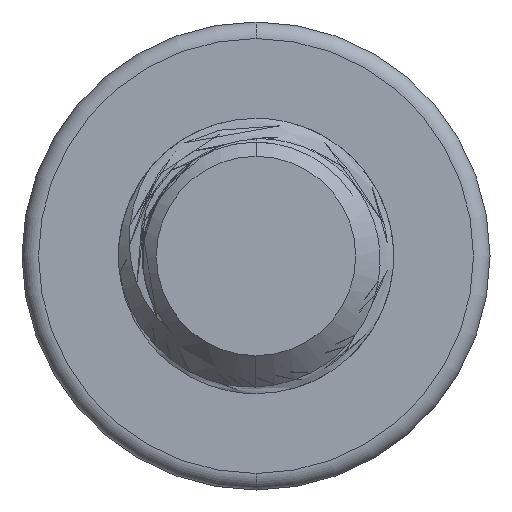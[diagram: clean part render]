
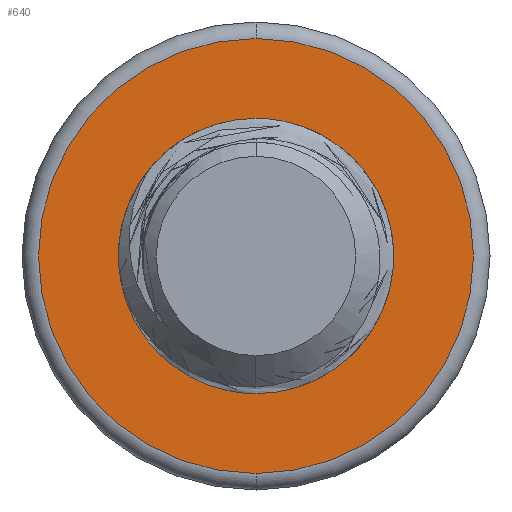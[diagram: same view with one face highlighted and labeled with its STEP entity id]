
A CAD part, front view. The second image highlights one B-rep face of the part: STEP entity #640.
In plain terms, the highlighted planar face has unit normal (0, -1, 0).
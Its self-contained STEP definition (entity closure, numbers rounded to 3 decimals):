
#71 = FACE_BOUND ( 'NONE', #11012, .T. ) ;
#166 = CARTESIAN_POINT ( 'NONE',  ( 0., 50., 3.95 ) ) ;
#255 = EDGE_CURVE ( 'NONE', #10814, #10214, #12241, .T. ) ;
#257 = CARTESIAN_POINT ( 'NONE',  ( 2.337, 50., -0.382 ) ) ;
#377 = EDGE_CURVE ( 'NONE', #4876, #10814, #9946, .T. ) ;
#456 = CARTESIAN_POINT ( 'NONE',  ( 0.26, 50., 2.055 ) ) ;
#584 = CARTESIAN_POINT ( 'NONE',  ( -1.753, 50., -1.521 ) ) ;
#640 = ADVANCED_FACE ( 'NONE', ( #8907, #71 ), #10779, .F. ) ;
#648 = CARTESIAN_POINT ( 'NONE',  ( -2.168, 50., -0.098 ) ) ;
#781 = CARTESIAN_POINT ( 'NONE',  ( -2.125, 50., -0.662 ) ) ;
#1012 = ORIENTED_EDGE ( 'NONE', *, *, #255, .T. ) ;
#1035 = CARTESIAN_POINT ( 'NONE',  ( 0., 50., 0. ) ) ;
#1160 = CARTESIAN_POINT ( 'NONE',  ( 1.447, 50., 1.589 ) ) ;
#1225 = CARTESIAN_POINT ( 'NONE',  ( 2.312, 50., 0.179 ) ) ;
#1263 = CARTESIAN_POINT ( 'NONE',  ( 1.784, 50., -1.752 ) ) ;
#1286 = CARTESIAN_POINT ( 'NONE',  ( 1.784, 50., -1.752 ) ) ;
#1359 = CARTESIAN_POINT ( 'NONE',  ( 0.522, 50., 2.005 ) ) ;
#1419 = CARTESIAN_POINT ( 'NONE',  ( -1.363, 50., 1.56 ) ) ;
#1611 = CARTESIAN_POINT ( 'NONE',  ( -2.156, 50., -0.474 ) ) ;
#2053 = CARTESIAN_POINT ( 'NONE',  ( 0., 50., 0. ) ) ;
#2083 = ORIENTED_EDGE ( 'NONE', *, *, #3783, .T. ) ;
#2168 = CARTESIAN_POINT ( 'NONE',  ( 0., 50., -2.5 ) ) ;
#2233 = CARTESIAN_POINT ( 'NONE',  ( 2.169, 50., -1.114 ) ) ;
#2245 = CARTESIAN_POINT ( 'NONE',  ( -1.905, 50., 0.802 ) ) ;
#2432 = CARTESIAN_POINT ( 'NONE',  ( -1.257, 50., 1.646 ) ) ;
#2694 = AXIS2_PLACEMENT_3D ( 'NONE', #1035, #11812, #6903 ) ;
#2699 = CARTESIAN_POINT ( 'NONE',  ( -1.998, 50., 0.635 ) ) ;
#2813 = ORIENTED_EDGE ( 'NONE', *, *, #9156, .T. ) ;
#2816 = CARTESIAN_POINT ( 'NONE',  ( 0., 50., 0. ) ) ;
#3075 = CARTESIAN_POINT ( 'NONE',  ( 0.957, 50., 1.864 ) ) ;
#3133 = CARTESIAN_POINT ( 'NONE',  ( 1.967, 50., 1.046 ) ) ;
#3199 = CARTESIAN_POINT ( 'NONE',  ( 2.233, 50., -0.934 ) ) ;
#3212 = CARTESIAN_POINT ( 'NONE',  ( -1.646, 50., 1.278 ) ) ;
#3215 = DIRECTION ( 'NONE',  ( 0., 1., 0. ) ) ;
#3402 = CARTESIAN_POINT ( 'NONE',  ( 0.65, 50., 1.967 ) ) ;
#3405 = CARTESIAN_POINT ( 'NONE',  ( 0., 50., 0. ) ) ;
#3410 = AXIS2_PLACEMENT_3D ( 'NONE', #3405, #3215, #8389 ) ;
#3598 = CARTESIAN_POINT ( 'NONE',  ( -1.905, 50., 0.802 ) ) ;
#3636 = CARTESIAN_POINT ( 'NONE',  ( 0.775, 50., 1.916 ) ) ;
#3664 = CARTESIAN_POINT ( 'NONE',  ( -0.728, 50., -2.327 ) ) ;
#3726 = AXIS2_PLACEMENT_3D ( 'NONE', #2816, #4959, #8897 ) ;
#3783 = EDGE_CURVE ( 'NONE', #9470, #4876, #8591, .T. ) ;
#3981 = ORIENTED_EDGE ( 'NONE', *, *, #11202, .T. ) ;
#4250 = CARTESIAN_POINT ( 'NONE',  ( 0.775, 50., 1.916 ) ) ;
#4517 = CARTESIAN_POINT ( 'NONE',  ( -2.066, 50., 0.458 ) ) ;
#4876 = VERTEX_POINT ( 'NONE', #2168 ) ;
#4959 = DIRECTION ( 'NONE',  ( 0., -1., 0. ) ) ;
#5030 = DIRECTION ( 'NONE',  ( 0., 1., 0. ) ) ;
#5091 = CARTESIAN_POINT ( 'NONE',  ( 1.853, 50., 1.2 ) ) ;
#5161 = CARTESIAN_POINT ( 'NONE',  ( 1.595, 50., 1.47 ) ) ;
#5359 = CARTESIAN_POINT ( 'NONE',  ( -0.539, 50., 2. ) ) ;
#5617 = CARTESIAN_POINT ( 'NONE',  ( -1.222, 50., -2.053 ) ) ;
#5992 = B_SPLINE_CURVE_WITH_KNOTS ( 'NONE', 3,
 ( #11989, #3075, #7029, #1160, #5161, #5091, #3133, #7087, #10066, #1225, #9159, #257, #11089, #3199, #2233, #6204, #10123, #1286 ),
 .UNSPECIFIED., .F., .F.,
 ( 4, 2, 2, 2, 2, 2, 2, 2, 4 ),
 ( 0., 0.001, 0.001, 0.002, 0.002, 0.003, 0.003, 0.004, 0.004 ),
 .UNSPECIFIED. ) ;
#6204 = CARTESIAN_POINT ( 'NONE',  ( 2.004, 50., -1.448 ) ) ;
#6215 = CARTESIAN_POINT ( 'NONE',  ( 0.125, 50., 2.068 ) ) ;
#6717 = CARTESIAN_POINT ( 'NONE',  ( 0., 50., -2.5 ) ) ;
#6903 = DIRECTION ( 'NONE',  ( 0., 0., 1. ) ) ;
#7029 = CARTESIAN_POINT ( 'NONE',  ( 1.127, 50., 1.786 ) ) ;
#7087 = CARTESIAN_POINT ( 'NONE',  ( 2.148, 50., 0.719 ) ) ;
#7168 = CARTESIAN_POINT ( 'NONE',  ( -1.034, 50., 1.795 ) ) ;
#7279 = ORIENTED_EDGE ( 'NONE', *, *, #377, .T. ) ;
#7444 = CIRCLE ( 'NONE', #2694, 3.95 ) ;
#7618 = CARTESIAN_POINT ( 'NONE',  ( -1.638, 50., -1.669 ) ) ;
#7872 = CARTESIAN_POINT ( 'NONE',  ( -1.905, 50., 0.802 ) ) ;
#8065 = CARTESIAN_POINT ( 'NONE',  ( -0.669, 50., 1.96 ) ) ;
#8389 = DIRECTION ( 'NONE',  ( 0., 0., 1. ) ) ;
#8515 = CARTESIAN_POINT ( 'NONE',  ( -2.152, 50., 0.089 ) ) ;
#8591 = CIRCLE ( 'NONE', #3410, 2.5 ) ;
#8897 = DIRECTION ( 'NONE',  ( 0., 0., 1. ) ) ;
#8907 = FACE_OUTER_BOUND ( 'NONE', #10967, .T. ) ;
#8997 = ORIENTED_EDGE ( 'NONE', *, *, #10960, .T. ) ;
#9156 = EDGE_CURVE ( 'NONE', #9537, #10287, #7444, .T. ) ;
#9159 = CARTESIAN_POINT ( 'NONE',  ( 2.335, 50., -0.006 ) ) ;
#9297 = CARTESIAN_POINT ( 'NONE',  ( -0.144, 50., 2.066 ) ) ;
#9301 = CIRCLE ( 'NONE', #3726, 3.95 ) ;
#9327 = CARTESIAN_POINT ( 'NONE',  ( 0., 50., -3.95 ) ) ;
#9470 = VERTEX_POINT ( 'NONE', #1263 ) ;
#9537 = VERTEX_POINT ( 'NONE', #9327 ) ;
#9553 = CARTESIAN_POINT ( 'NONE',  ( -2.02, 50., -1.022 ) ) ;
#9589 = AXIS2_PLACEMENT_3D ( 'NONE', #2053, #5030, #9811 ) ;
#9621 = CARTESIAN_POINT ( 'NONE',  ( -1.371, 50., -1.938 ) ) ;
#9811 = DIRECTION ( 'NONE',  ( 0., 0., 1. ) ) ;
#9946 = B_SPLINE_CURVE_WITH_KNOTS ( 'NONE', 3,
 ( #6717, #12515, #11433, #3664, #10462, #5617, #9621, #7618, #584, #10652, #9553, #781, #1611, #648, #8515, #4517, #2699, #3598 ),
 .UNSPECIFIED., .F., .F.,
 ( 4, 2, 2, 2, 2, 2, 2, 2, 4 ),
 ( 0., 0.001, 0.001, 0.002, 0.002, 0.003, 0.003, 0.004, 0.004 ),
 .UNSPECIFIED. ) ;
#10066 = CARTESIAN_POINT ( 'NONE',  ( 2.218, 50., 0.544 ) ) ;
#10123 = CARTESIAN_POINT ( 'NONE',  ( 1.904, 50., -1.605 ) ) ;
#10214 = VERTEX_POINT ( 'NONE', #3636 ) ;
#10287 = VERTEX_POINT ( 'NONE', #166 ) ;
#10462 = CARTESIAN_POINT ( 'NONE',  ( -0.902, 50., -2.247 ) ) ;
#10652 = CARTESIAN_POINT ( 'NONE',  ( -1.944, 50., -1.198 ) ) ;
#10779 = PLANE ( 'NONE',  #9589 ) ;
#10814 = VERTEX_POINT ( 'NONE', #7872 ) ;
#10960 = EDGE_CURVE ( 'NONE', #10214, #9470, #5992, .T. ) ;
#10967 = EDGE_LOOP ( 'NONE', ( #3981, #2813 ) ) ;
#11012 = EDGE_LOOP ( 'NONE', ( #8997, #2083, #7279, #1012 ) ) ;
#11089 = CARTESIAN_POINT ( 'NONE',  ( 2.316, 50., -0.57 ) ) ;
#11102 = CARTESIAN_POINT ( 'NONE',  ( -0.277, 50., 2.053 ) ) ;
#11202 = EDGE_CURVE ( 'NONE', #10287, #9537, #9301, .T. ) ;
#11234 = CARTESIAN_POINT ( 'NONE',  ( -0.916, 50., 1.858 ) ) ;
#11433 = CARTESIAN_POINT ( 'NONE',  ( -0.372, 50., -2.444 ) ) ;
#11812 = DIRECTION ( 'NONE',  ( 0., -1., 0. ) ) ;
#11989 = CARTESIAN_POINT ( 'NONE',  ( 0.775, 50., 1.916 ) ) ;
#12062 = CARTESIAN_POINT ( 'NONE',  ( -1.8, 50., 1.051 ) ) ;
#12241 = B_SPLINE_CURVE_WITH_KNOTS ( 'NONE', 3,
 ( #2245, #12062, #3212, #1419, #2432, #7168, #11234, #8065, #5359, #11102, #9297, #6215, #456, #1359, #3402, #4250 ),
 .UNSPECIFIED., .F., .F.,
 ( 4, 2, 2, 2, 2, 2, 2, 4 ),
 ( 0., 0.001, 0.001, 0.002, 0.002, 0.002, 0.003, 0.003 ),
 .UNSPECIFIED. ) ;
#12515 = CARTESIAN_POINT ( 'NONE',  ( -0.189, 50., -2.483 ) ) ;
